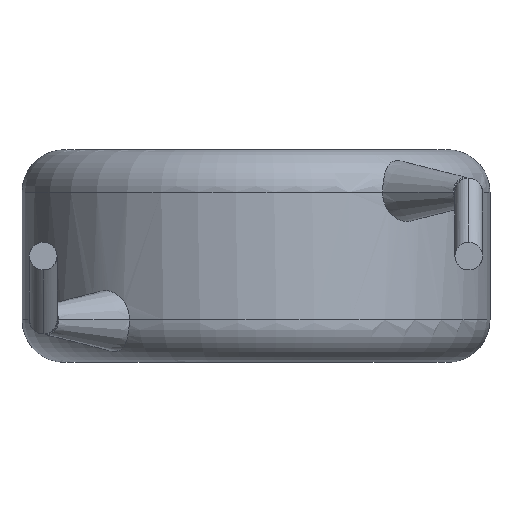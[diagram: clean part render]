
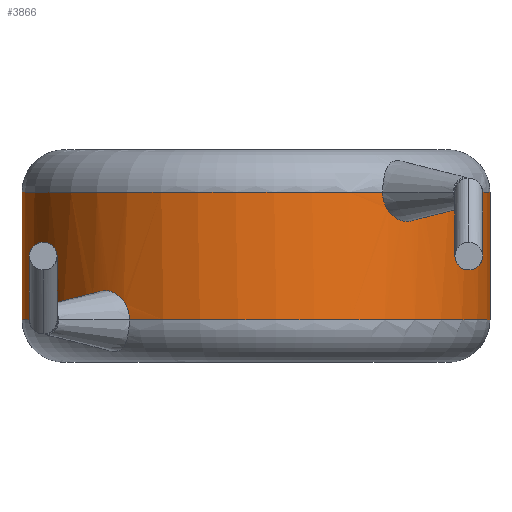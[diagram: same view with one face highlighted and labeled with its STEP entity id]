
A CAD part, front view. The second image highlights one B-rep face of the part: STEP entity #3866.
In plain terms, the highlighted cylindrical face has radius 5.5 mm (diameter 11 mm), a partial arc.
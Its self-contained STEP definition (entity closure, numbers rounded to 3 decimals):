
#232 = VERTEX_POINT ( 'NONE', #3239 ) ;
#269 = CYLINDRICAL_SURFACE ( 'NONE', #4203, 5.5 ) ;
#327 = CARTESIAN_POINT ( 'NONE',  ( -4.04, -3.732, 1.183 ) ) ;
#374 = DIRECTION ( 'NONE',  ( -1., 0., 0. ) ) ;
#468 = AXIS2_PLACEMENT_3D ( 'NONE', #1047, #2321, #1999 ) ;
#470 = CARTESIAN_POINT ( 'NONE',  ( 2.993, -4.615, 3.819 ) ) ;
#497 = CIRCLE ( 'NONE', #468, 5.5 ) ;
#637 = CARTESIAN_POINT ( 'NONE',  ( 4.04, -3.732, 3.817 ) ) ;
#687 = ORIENTED_EDGE ( 'NONE', *, *, #3195, .T. ) ;
#748 = ORIENTED_EDGE ( 'NONE', *, *, #1423, .T. ) ;
#772 = CARTESIAN_POINT ( 'NONE',  ( 2.977, -4.625, 3.909 ) ) ;
#789 = CARTESIAN_POINT ( 'NONE',  ( 3.052, -4.576, 3.652 ) ) ;
#843 = CARTESIAN_POINT ( 'NONE',  ( -4.04, -3.732, 1. ) ) ;
#862 = DIRECTION ( 'NONE',  ( 1., 0., 0. ) ) ;
#863 = CARTESIAN_POINT ( 'NONE',  ( -5.5, 0., 1. ) ) ;
#916 = LINE ( 'NONE', #2226, #1014 ) ;
#1014 = VECTOR ( 'NONE', #2951, 1000. ) ;
#1047 = CARTESIAN_POINT ( 'NONE',  ( 0., 0., 4. ) ) ;
#1062 = CARTESIAN_POINT ( 'NONE',  ( -2.977, -4.625, 1.091 ) ) ;
#1090 = CARTESIAN_POINT ( 'NONE',  ( 0., 0., 5. ) ) ;
#1099 = VERTEX_POINT ( 'NONE', #1170 ) ;
#1106 = VERTEX_POINT ( 'NONE', #1158 ) ;
#1113 = CARTESIAN_POINT ( 'NONE',  ( -2.977, -4.625, 1. ) ) ;
#1116 = CARTESIAN_POINT ( 'NONE',  ( 3.673, -4.094, 3.33 ) ) ;
#1158 = CARTESIAN_POINT ( 'NONE',  ( 5.5, 0., 1. ) ) ;
#1170 = CARTESIAN_POINT ( 'NONE',  ( 4.04, -3.732, 4. ) ) ;
#1412 = ORIENTED_EDGE ( 'NONE', *, *, #2621, .T. ) ;
#1423 = EDGE_CURVE ( 'NONE', #3735, #1099, #497, .T. ) ;
#1424 = CARTESIAN_POINT ( 'NONE',  ( 2.977, -4.625, 4. ) ) ;
#1434 = ORIENTED_EDGE ( 'NONE', *, *, #3749, .T. ) ;
#1436 = CARTESIAN_POINT ( 'NONE',  ( 3.398, -4.328, 3.313 ) ) ;
#1451 = ORIENTED_EDGE ( 'NONE', *, *, #1969, .F. ) ;
#1463 = CARTESIAN_POINT ( 'NONE',  ( -3.398, -4.328, 1.687 ) ) ;
#1529 = AXIS2_PLACEMENT_3D ( 'NONE', #1975, #3344, #2418 ) ;
#1531 = VERTEX_POINT ( 'NONE', #1113 ) ;
#1615 = EDGE_CURVE ( 'NONE', #1531, #1950, #3943, .T. ) ;
#1623 = CARTESIAN_POINT ( 'NONE',  ( -3.797, -3.98, 1.601 ) ) ;
#1626 = EDGE_CURVE ( 'NONE', #3735, #1106, #3797, .T. ) ;
#1710 = ORIENTED_EDGE ( 'NONE', *, *, #1804, .T. ) ;
#1756 = CARTESIAN_POINT ( 'NONE',  ( 3.852, -3.927, 3.449 ) ) ;
#1804 = EDGE_CURVE ( 'NONE', #4194, #1950, #3350, .T. ) ;
#1892 = CARTESIAN_POINT ( 'NONE',  ( 4.04, -3.732, 4. ) ) ;
#1941 = CARTESIAN_POINT ( 'NONE',  ( -2.977, -4.625, 1. ) ) ;
#1943 = CARTESIAN_POINT ( 'NONE',  ( 0., 0., 1. ) ) ;
#1950 = VERTEX_POINT ( 'NONE', #3397 ) ;
#1969 = EDGE_CURVE ( 'NONE', #232, #1099, #2610, .T. ) ;
#1975 = CARTESIAN_POINT ( 'NONE',  ( 0., 0., 1. ) ) ;
#1999 = DIRECTION ( 'NONE',  ( 1., 0., 0. ) ) ;
#2054 = CARTESIAN_POINT ( 'NONE',  ( -3.052, -4.576, 1.348 ) ) ;
#2090 = CARTESIAN_POINT ( 'NONE',  ( 3.095, -4.547, 3.576 ) ) ;
#2163 = CARTESIAN_POINT ( 'NONE',  ( 5.5, 0., 4. ) ) ;
#2201 = CARTESIAN_POINT ( 'NONE',  ( -3.99, -3.788, 1.36 ) ) ;
#2226 = CARTESIAN_POINT ( 'NONE',  ( -5.5, 0., 5. ) ) ;
#2303 = DIRECTION ( 'NONE',  ( 0., 0., -1. ) ) ;
#2321 = DIRECTION ( 'NONE',  ( 0., 0., -1. ) ) ;
#2418 = DIRECTION ( 'NONE',  ( 1., 0., 0. ) ) ;
#2517 = ORIENTED_EDGE ( 'NONE', *, *, #1626, .F. ) ;
#2557 = CIRCLE ( 'NONE', #1529, 5.5 ) ;
#2610 = B_SPLINE_CURVE_WITH_KNOTS ( 'NONE', 3,
 ( #1424, #772, #470, #789, #2090, #3072, #1436, #3080, #1116, #4038, #1756, #2895, #637, #1892 ),
 .UNSPECIFIED., .F., .F.,
 ( 4, 2, 2, 2, 2, 2, 4 ),
 ( 0., 0., 0.001, 0.001, 0.001, 0.002, 0.002 ),
 .UNSPECIFIED. ) ;
#2621 = EDGE_CURVE ( 'NONE', #232, #3454, #4166, .T. ) ;
#2638 = FACE_OUTER_BOUND ( 'NONE', #3519, .T. ) ;
#2800 = ORIENTED_EDGE ( 'NONE', *, *, #1615, .F. ) ;
#2830 = AXIS2_PLACEMENT_3D ( 'NONE', #1943, #3277, #3263 ) ;
#2846 = CARTESIAN_POINT ( 'NONE',  ( 0., 0., 4. ) ) ;
#2895 = CARTESIAN_POINT ( 'NONE',  ( 3.99, -3.788, 3.64 ) ) ;
#2951 = DIRECTION ( 'NONE',  ( 0., 0., -1. ) ) ;
#2952 = VECTOR ( 'NONE', #3231, 1000. ) ;
#2996 = CARTESIAN_POINT ( 'NONE',  ( -5.5, 0., 4. ) ) ;
#3072 = CARTESIAN_POINT ( 'NONE',  ( 3.253, -4.436, 3.386 ) ) ;
#3080 = CARTESIAN_POINT ( 'NONE',  ( 3.606, -4.154, 3.313 ) ) ;
#3117 = AXIS2_PLACEMENT_3D ( 'NONE', #2846, #3123, #862 ) ;
#3123 = DIRECTION ( 'NONE',  ( 0., 0., -1. ) ) ;
#3177 = CARTESIAN_POINT ( 'NONE',  ( -3.673, -4.094, 1.67 ) ) ;
#3195 = EDGE_CURVE ( 'NONE', #1531, #1106, #2557, .T. ) ;
#3217 = CARTESIAN_POINT ( 'NONE',  ( 5.5, 0., 5. ) ) ;
#3231 = DIRECTION ( 'NONE',  ( 0., 0., -1. ) ) ;
#3239 = CARTESIAN_POINT ( 'NONE',  ( 2.977, -4.625, 4. ) ) ;
#3263 = DIRECTION ( 'NONE',  ( 1., 0., 0. ) ) ;
#3277 = DIRECTION ( 'NONE',  ( 0., 0., 1. ) ) ;
#3344 = DIRECTION ( 'NONE',  ( 0., 0., 1. ) ) ;
#3350 = CIRCLE ( 'NONE', #2830, 5.5 ) ;
#3370 = CARTESIAN_POINT ( 'NONE',  ( -2.993, -4.615, 1.181 ) ) ;
#3397 = CARTESIAN_POINT ( 'NONE',  ( -4.04, -3.732, 1. ) ) ;
#3431 = CARTESIAN_POINT ( 'NONE',  ( -3.095, -4.547, 1.424 ) ) ;
#3450 = CARTESIAN_POINT ( 'NONE',  ( -3.253, -4.436, 1.614 ) ) ;
#3454 = VERTEX_POINT ( 'NONE', #2996 ) ;
#3519 = EDGE_LOOP ( 'NONE', ( #2517, #748, #1451, #1412, #1434, #1710, #2800, #687 ) ) ;
#3715 = CARTESIAN_POINT ( 'NONE',  ( -3.852, -3.927, 1.551 ) ) ;
#3735 = VERTEX_POINT ( 'NONE', #2163 ) ;
#3749 = EDGE_CURVE ( 'NONE', #3454, #4194, #916, .T. ) ;
#3767 = CARTESIAN_POINT ( 'NONE',  ( -3.606, -4.154, 1.687 ) ) ;
#3797 = LINE ( 'NONE', #3217, #2952 ) ;
#3866 = ADVANCED_FACE ( 'NONE', ( #2638 ), #269, .T. ) ;
#3943 = B_SPLINE_CURVE_WITH_KNOTS ( 'NONE', 3,
 ( #1941, #1062, #3370, #2054, #3431, #3450, #1463, #3767, #3177, #1623, #3715, #2201, #327, #843 ),
 .UNSPECIFIED., .F., .F.,
 ( 4, 2, 2, 2, 2, 2, 4 ),
 ( 0., 0., 0.001, 0.001, 0.001, 0.002, 0.002 ),
 .UNSPECIFIED. ) ;
#4038 = CARTESIAN_POINT ( 'NONE',  ( 3.797, -3.98, 3.399 ) ) ;
#4166 = CIRCLE ( 'NONE', #3117, 5.5 ) ;
#4194 = VERTEX_POINT ( 'NONE', #863 ) ;
#4203 = AXIS2_PLACEMENT_3D ( 'NONE', #1090, #2303, #374 ) ;
